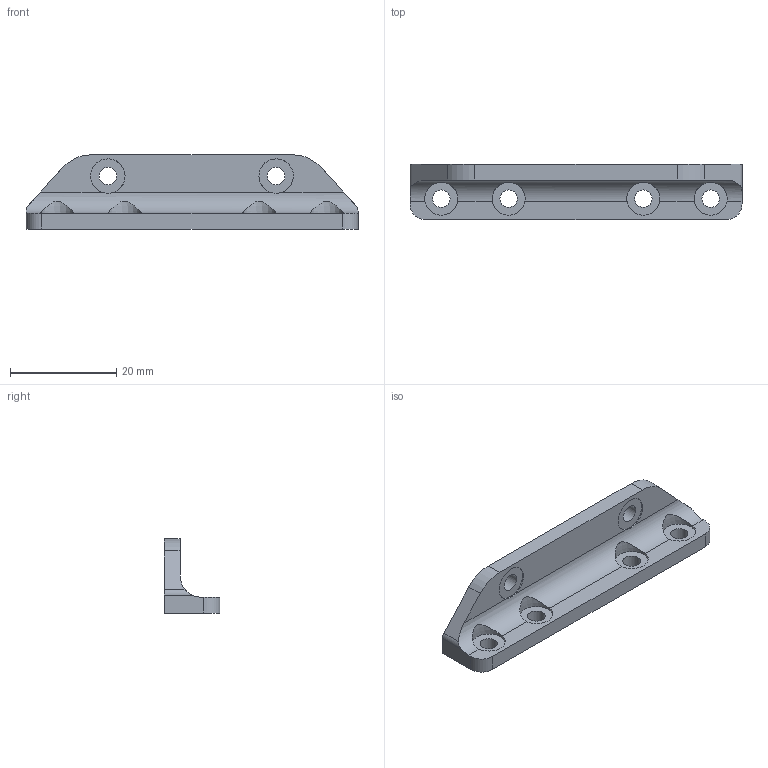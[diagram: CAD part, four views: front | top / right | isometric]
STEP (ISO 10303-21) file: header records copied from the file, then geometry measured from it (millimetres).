
FILE_DESCRIPTION(/* description */ (''),/* implementation_level */ '2;1');
FILE_NAME(/* name */ 'CrcDuino Encrage.step',/* time_stamp */ '2021-10-28T14:09:50-04:00',/* author */ (''),/* organization */ (''),/* preprocessor_version */ 'ST-DEVELOPER v18.1',/* originating_system */ 'Autodesk Translation Framework v10.10.0.1391',/* authorisation */ '');
FILE_SCHEMA (('AUTOMOTIVE_DESIGN { 1 0 10303 214 3 1 1 }'));
Length unit declared in the file: millimetre
Products named in the file (1): Boitier V2_Mounting Feet
Bounding box: 62.61 x 10.5 x 14 mm (x, y, z)
Volume: 3711.1 mm3; surface area: 2996.1 mm2
Topology: 1 solids, 1 shells, 35 faces, 99 edges, 66 vertices
Faces by surface type: plane 16, cylinder 13, cone 6
Full cylindrical faces by diameter (mm): 3.3 x6
Entity records: 1335 total; most frequent: CARTESIAN_POINT 343, DIRECTION 199, ORIENTED_EDGE 198, EDGE_CURVE 99, AXIS2_PLACEMENT_3D 76, VERTEX_POINT 66, EDGE_LOOP 47, LINE 47
